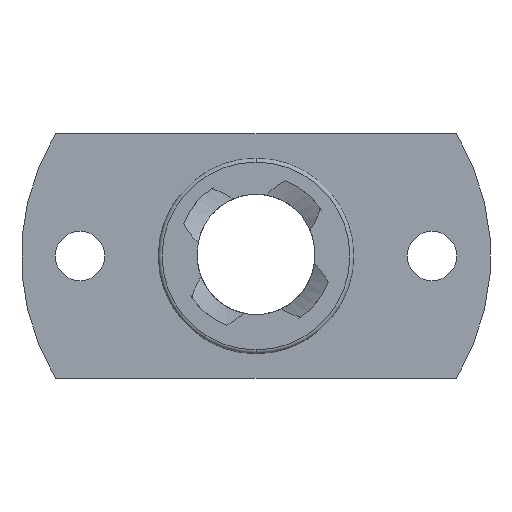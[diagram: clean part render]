
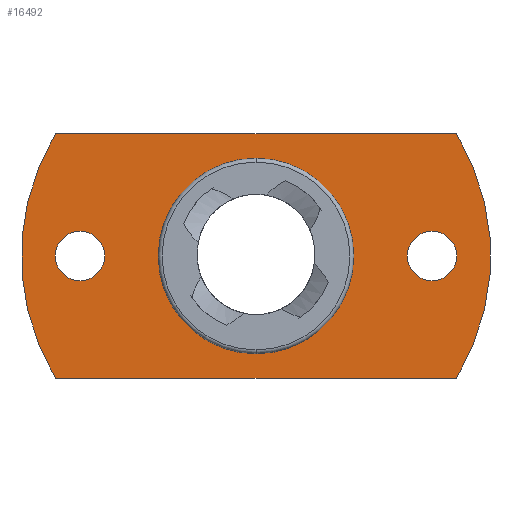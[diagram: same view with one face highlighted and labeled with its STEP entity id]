
A CAD part, front view. The second image highlights one B-rep face of the part: STEP entity #16492.
In plain terms, the highlighted planar face has unit normal (0, -1, 0).
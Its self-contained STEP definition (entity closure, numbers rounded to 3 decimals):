
#430 = LINE ( 'NONE', #8742, #18666 ) ;
#476 = AXIS2_PLACEMENT_3D ( 'NONE', #26915, #16166, #8145 ) ;
#535 = AXIS2_PLACEMENT_3D ( 'NONE', #16137, #24437, #1444 ) ;
#618 = CARTESIAN_POINT ( 'NONE',  ( 0., 2., 0. ) ) ;
#754 = DIRECTION ( 'NONE',  ( 0., -1., 0. ) ) ;
#1021 = CARTESIAN_POINT ( 'NONE',  ( 0., 2., 0. ) ) ;
#1444 = DIRECTION ( 'NONE',  ( -0.854, 0., -0.521 ) ) ;
#1784 = DIRECTION ( 'NONE',  ( 0., -1., 0. ) ) ;
#2098 = EDGE_CURVE ( 'NONE', #12775, #13901, #430, .T. ) ;
#2183 = FACE_BOUND ( 'NONE', #2747, .T. ) ;
#2450 = CARTESIAN_POINT ( 'NONE',  ( 0., 2., 0. ) ) ;
#2666 = AXIS2_PLACEMENT_3D ( 'NONE', #1021, #24150, #26063 ) ;
#2747 = EDGE_LOOP ( 'NONE', ( #15487, #19366 ) ) ;
#3131 = CIRCLE ( 'NONE', #535, 12. ) ;
#3265 = CARTESIAN_POINT ( 'NONE',  ( 7.736, 2., 0. ) ) ;
#3441 = CARTESIAN_POINT ( 'NONE',  ( 10.244, 2., -6.25 ) ) ;
#3751 = EDGE_CURVE ( 'NONE', #25416, #21129, #8739, .T. ) ;
#3753 = CARTESIAN_POINT ( 'NONE',  ( -10.265, 2., 0. ) ) ;
#4021 = EDGE_CURVE ( 'NONE', #13381, #25291, #22646, .T. ) ;
#4415 = CARTESIAN_POINT ( 'NONE',  ( -7.736, 2., 0. ) ) ;
#4590 = EDGE_LOOP ( 'NONE', ( #14471, #8157, #6175, #15147 ) ) ;
#5192 = EDGE_CURVE ( 'NONE', #25291, #13381, #17018, .T. ) ;
#5404 = CARTESIAN_POINT ( 'NONE',  ( -10.244, 2., 6.25 ) ) ;
#5750 = DIRECTION ( 'NONE',  ( 1., 0., 0. ) ) ;
#6029 = EDGE_CURVE ( 'NONE', #10466, #12775, #23092, .T. ) ;
#6175 = ORIENTED_EDGE ( 'NONE', *, *, #20207, .F. ) ;
#6343 = CARTESIAN_POINT ( 'NONE',  ( 9., 2., 0. ) ) ;
#6820 = DIRECTION ( 'NONE',  ( 1., 0., 0. ) ) ;
#7189 = ORIENTED_EDGE ( 'NONE', *, *, #15670, .F. ) ;
#7477 = AXIS2_PLACEMENT_3D ( 'NONE', #20577, #1784, #5750 ) ;
#7606 = CARTESIAN_POINT ( 'NONE',  ( -10.244, 2., -6.25 ) ) ;
#7904 = DIRECTION ( 'NONE',  ( -1., 0., 0. ) ) ;
#8145 = DIRECTION ( 'NONE',  ( 1., 0., 0. ) ) ;
#8157 = ORIENTED_EDGE ( 'NONE', *, *, #6029, .F. ) ;
#8438 = DIRECTION ( 'NONE',  ( 0., -1., 0. ) ) ;
#8739 = CIRCLE ( 'NONE', #476, 1.264 ) ;
#8742 = CARTESIAN_POINT ( 'NONE',  ( 10.244, 2., -6.25 ) ) ;
#9353 = DIRECTION ( 'NONE',  ( 1., 0., 0. ) ) ;
#10023 = CARTESIAN_POINT ( 'NONE',  ( 0., 2., 0. ) ) ;
#10466 = VERTEX_POINT ( 'NONE', #11446 ) ;
#10769 = DIRECTION ( 'NONE',  ( 0., 1., 0. ) ) ;
#10918 = AXIS2_PLACEMENT_3D ( 'NONE', #10023, #18868, #21039 ) ;
#11075 = VERTEX_POINT ( 'NONE', #3265 ) ;
#11446 = CARTESIAN_POINT ( 'NONE',  ( 10.244, 2., 6.25 ) ) ;
#11509 = ORIENTED_EDGE ( 'NONE', *, *, #4021, .F. ) ;
#11510 = EDGE_CURVE ( 'NONE', #21129, #25416, #25704, .T. ) ;
#12775 = VERTEX_POINT ( 'NONE', #3441 ) ;
#12807 = PLANE ( 'NONE',  #26594 ) ;
#13381 = VERTEX_POINT ( 'NONE', #15773 ) ;
#13901 = VERTEX_POINT ( 'NONE', #7606 ) ;
#14471 = ORIENTED_EDGE ( 'NONE', *, *, #2098, .F. ) ;
#15147 = ORIENTED_EDGE ( 'NONE', *, *, #21715, .F. ) ;
#15284 = VERTEX_POINT ( 'NONE', #24647 ) ;
#15487 = ORIENTED_EDGE ( 'NONE', *, *, #3751, .F. ) ;
#15670 = EDGE_CURVE ( 'NONE', #15284, #11075, #15733, .T. ) ;
#15733 = CIRCLE ( 'NONE', #7477, 1.264 ) ;
#15773 = CARTESIAN_POINT ( 'NONE',  ( -5., 2., 0. ) ) ;
#15811 = ORIENTED_EDGE ( 'NONE', *, *, #22487, .F. ) ;
#16137 = CARTESIAN_POINT ( 'NONE',  ( 0., 2., 0. ) ) ;
#16166 = DIRECTION ( 'NONE',  ( 0., -1., 0. ) ) ;
#16492 = ADVANCED_FACE ( 'NONE', ( #17167, #25465, #2183, #23011 ), #12807, .F. ) ;
#16606 = AXIS2_PLACEMENT_3D ( 'NONE', #6343, #20898, #20631 ) ;
#17018 = CIRCLE ( 'NONE', #20922, 5. ) ;
#17167 = FACE_BOUND ( 'NONE', #18496, .T. ) ;
#17362 = DIRECTION ( 'NONE',  ( 1., 0., 0. ) ) ;
#17584 = ORIENTED_EDGE ( 'NONE', *, *, #5192, .F. ) ;
#17900 = CARTESIAN_POINT ( 'NONE',  ( -10.244, 2., 6.25 ) ) ;
#18496 = EDGE_LOOP ( 'NONE', ( #17584, #11509 ) ) ;
#18554 = VERTEX_POINT ( 'NONE', #17900 ) ;
#18666 = VECTOR ( 'NONE', #7904, 1000. ) ;
#18868 = DIRECTION ( 'NONE',  ( 0., -1., 0. ) ) ;
#19366 = ORIENTED_EDGE ( 'NONE', *, *, #11510, .F. ) ;
#20072 = VECTOR ( 'NONE', #9353, 1000. ) ;
#20207 = EDGE_CURVE ( 'NONE', #18554, #10466, #25954, .T. ) ;
#20547 = DIRECTION ( 'NONE',  ( 1., 0., 0. ) ) ;
#20577 = CARTESIAN_POINT ( 'NONE',  ( 9., 2., 0. ) ) ;
#20622 = CARTESIAN_POINT ( 'NONE',  ( 5., 2., 0. ) ) ;
#20631 = DIRECTION ( 'NONE',  ( 1., 0., 0. ) ) ;
#20898 = DIRECTION ( 'NONE',  ( 0., -1., 0. ) ) ;
#20922 = AXIS2_PLACEMENT_3D ( 'NONE', #618, #754, #17362 ) ;
#21039 = DIRECTION ( 'NONE',  ( 1., 0., 0. ) ) ;
#21129 = VERTEX_POINT ( 'NONE', #3753 ) ;
#21715 = EDGE_CURVE ( 'NONE', #13901, #18554, #3131, .T. ) ;
#22487 = EDGE_CURVE ( 'NONE', #11075, #15284, #26184, .T. ) ;
#22581 = CARTESIAN_POINT ( 'NONE',  ( -9., 2., 0. ) ) ;
#22646 = CIRCLE ( 'NONE', #10918, 5. ) ;
#22976 = EDGE_LOOP ( 'NONE', ( #7189, #15811 ) ) ;
#23011 = FACE_OUTER_BOUND ( 'NONE', #4590, .T. ) ;
#23092 = CIRCLE ( 'NONE', #2666, 12. ) ;
#24150 = DIRECTION ( 'NONE',  ( 0., 1., 0. ) ) ;
#24437 = DIRECTION ( 'NONE',  ( 0., 1., 0. ) ) ;
#24647 = CARTESIAN_POINT ( 'NONE',  ( 10.265, 2., 0. ) ) ;
#25291 = VERTEX_POINT ( 'NONE', #20622 ) ;
#25416 = VERTEX_POINT ( 'NONE', #4415 ) ;
#25465 = FACE_BOUND ( 'NONE', #22976, .T. ) ;
#25704 = CIRCLE ( 'NONE', #26572, 1.264 ) ;
#25954 = LINE ( 'NONE', #5404, #20072 ) ;
#26063 = DIRECTION ( 'NONE',  ( 0.854, 0., 0.521 ) ) ;
#26184 = CIRCLE ( 'NONE', #16606, 1.264 ) ;
#26572 = AXIS2_PLACEMENT_3D ( 'NONE', #22581, #8438, #20547 ) ;
#26594 = AXIS2_PLACEMENT_3D ( 'NONE', #2450, #10769, #6820 ) ;
#26915 = CARTESIAN_POINT ( 'NONE',  ( -9., 2., 0. ) ) ;
